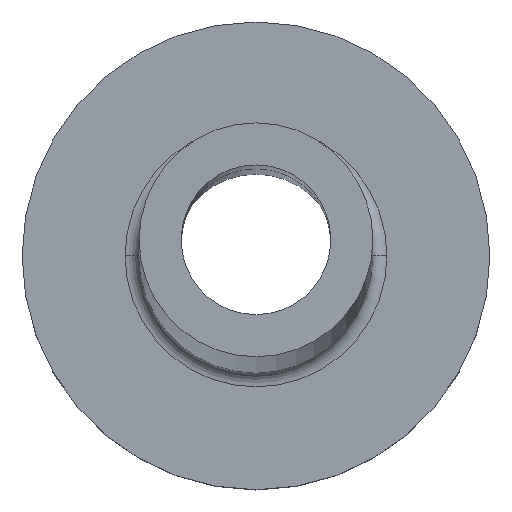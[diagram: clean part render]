
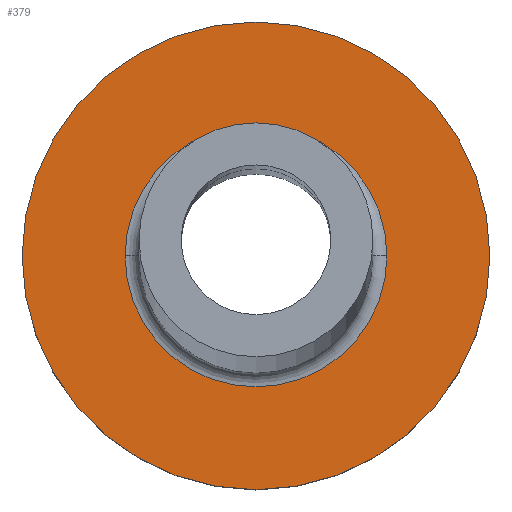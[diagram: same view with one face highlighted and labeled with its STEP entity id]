
A CAD part, top view. The second image highlights one B-rep face of the part: STEP entity #379.
In plain terms, the highlighted planar face has unit normal (0, 0, 1).
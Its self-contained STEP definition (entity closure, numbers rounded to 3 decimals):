
#3 = DIRECTION ( 'NONE',  ( 1., 0., 0. ) ) ;
#8 = DIRECTION ( 'NONE',  ( 1., 0., 0. ) ) ;
#9 = AXIS2_PLACEMENT_3D ( 'NONE', #300, #395, #326 ) ;
#12 = VERTEX_POINT ( 'NONE', #288 ) ;
#25 = ORIENTED_EDGE ( 'NONE', *, *, #93, .T. ) ;
#26 = CARTESIAN_POINT ( 'NONE',  ( 2.8, 0., 3. ) ) ;
#35 = AXIS2_PLACEMENT_3D ( 'NONE', #387, #362, #393 ) ;
#42 = EDGE_LOOP ( 'NONE', ( #172, #456 ) ) ;
#61 = AXIS2_PLACEMENT_3D ( 'NONE', #440, #338, #85 ) ;
#65 = FACE_OUTER_BOUND ( 'NONE', #307, .T. ) ;
#85 = DIRECTION ( 'NONE',  ( 1., 0., 0. ) ) ;
#93 = EDGE_CURVE ( 'NONE', #335, #333, #344, .T. ) ;
#116 = CARTESIAN_POINT ( 'NONE',  ( 0., 0., 3. ) ) ;
#141 = AXIS2_PLACEMENT_3D ( 'NONE', #116, #185, #8 ) ;
#164 = ORIENTED_EDGE ( 'NONE', *, *, #340, .T. ) ;
#172 = ORIENTED_EDGE ( 'NONE', *, *, #448, .T. ) ;
#185 = DIRECTION ( 'NONE',  ( 0., 0., 1. ) ) ;
#212 = CIRCLE ( 'NONE', #141, 5. ) ;
#221 = CARTESIAN_POINT ( 'NONE',  ( -5., 0., 3. ) ) ;
#224 = CARTESIAN_POINT ( 'NONE',  ( 0., 0., 3. ) ) ;
#244 = CIRCLE ( 'NONE', #35, 2.8 ) ;
#268 = VERTEX_POINT ( 'NONE', #26 ) ;
#284 = DIRECTION ( 'NONE',  ( 0., 0., 1. ) ) ;
#288 = CARTESIAN_POINT ( 'NONE',  ( -2.8, 0., 3. ) ) ;
#300 = CARTESIAN_POINT ( 'NONE',  ( 0., 0., 3. ) ) ;
#307 = EDGE_LOOP ( 'NONE', ( #25, #164 ) ) ;
#321 = PLANE ( 'NONE',  #375 ) ;
#326 = DIRECTION ( 'NONE',  ( 1., 0., 0. ) ) ;
#333 = VERTEX_POINT ( 'NONE', #404 ) ;
#335 = VERTEX_POINT ( 'NONE', #221 ) ;
#338 = DIRECTION ( 'NONE',  ( 0., 0., -1. ) ) ;
#340 = EDGE_CURVE ( 'NONE', #333, #335, #212, .T. ) ;
#344 = CIRCLE ( 'NONE', #9, 5. ) ;
#351 = FACE_BOUND ( 'NONE', #42, .T. ) ;
#362 = DIRECTION ( 'NONE',  ( 0., 0., -1. ) ) ;
#375 = AXIS2_PLACEMENT_3D ( 'NONE', #224, #284, #3 ) ;
#379 = ADVANCED_FACE ( 'NONE', ( #351, #65 ), #321, .T. ) ;
#387 = CARTESIAN_POINT ( 'NONE',  ( 0., 0., 3. ) ) ;
#393 = DIRECTION ( 'NONE',  ( 1., 0., 0. ) ) ;
#395 = DIRECTION ( 'NONE',  ( 0., 0., 1. ) ) ;
#404 = CARTESIAN_POINT ( 'NONE',  ( 5., 0., 3. ) ) ;
#409 = CIRCLE ( 'NONE', #61, 2.8 ) ;
#410 = EDGE_CURVE ( 'NONE', #12, #268, #244, .T. ) ;
#440 = CARTESIAN_POINT ( 'NONE',  ( 0., 0., 3. ) ) ;
#448 = EDGE_CURVE ( 'NONE', #268, #12, #409, .T. ) ;
#456 = ORIENTED_EDGE ( 'NONE', *, *, #410, .T. ) ;
